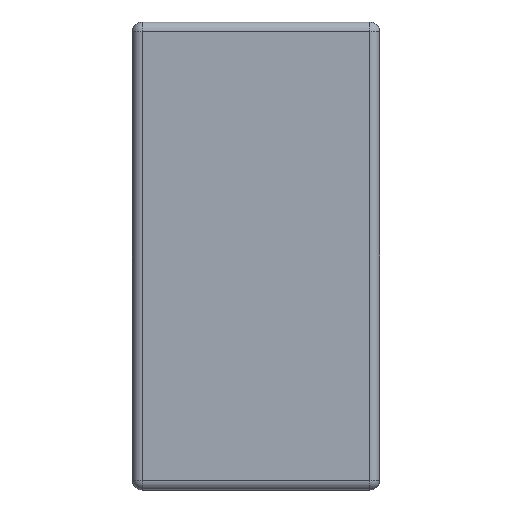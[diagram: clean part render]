
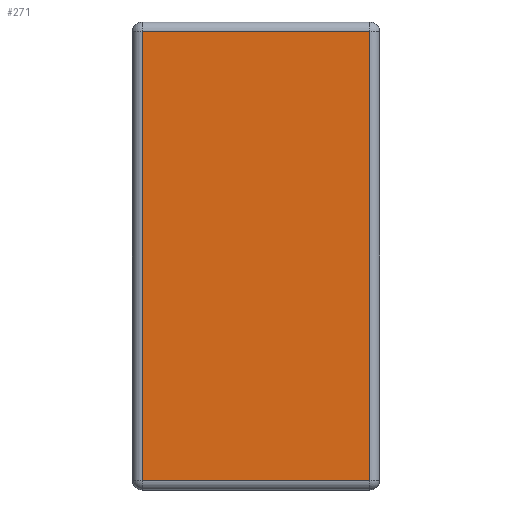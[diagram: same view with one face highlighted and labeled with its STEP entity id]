
A CAD part, left-side view. The second image highlights one B-rep face of the part: STEP entity #271.
In plain terms, the highlighted planar face has unit normal (-1, 0, 0).
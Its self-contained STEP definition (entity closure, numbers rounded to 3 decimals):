
#64 = EDGE_CURVE ( 'NONE', #2238, #4428, #3951, .T. ) ;
#271 = ADVANCED_FACE ( 'NONE', ( #2748 ), #4164, .T. ) ;
#539 = ORIENTED_EDGE ( 'NONE', *, *, #916, .T. ) ;
#574 = VECTOR ( 'NONE', #2807, 1000. ) ;
#852 = LINE ( 'NONE', #3102, #2155 ) ;
#886 = CARTESIAN_POINT ( 'NONE',  ( 0., 0.073, -3.427 ) ) ;
#916 = EDGE_CURVE ( 'NONE', #4428, #4770, #2368, .T. ) ;
#1214 = EDGE_CURVE ( 'NONE', #4770, #3985, #852, .T. ) ;
#1222 = DIRECTION ( 'NONE',  ( 0., -1., 0. ) ) ;
#1237 = EDGE_LOOP ( 'NONE', ( #2231, #3118, #3302, #539 ) ) ;
#1288 = VECTOR ( 'NONE', #3072, 1000. ) ;
#1468 = CARTESIAN_POINT ( 'NONE',  ( 0., 1.777, -0.073 ) ) ;
#1899 = VECTOR ( 'NONE', #2636, 1000. ) ;
#2155 = VECTOR ( 'NONE', #1222, 1000. ) ;
#2228 = CARTESIAN_POINT ( 'NONE',  ( 0., 1.777, -3.427 ) ) ;
#2231 = ORIENTED_EDGE ( 'NONE', *, *, #1214, .T. ) ;
#2238 = VERTEX_POINT ( 'NONE', #4674 ) ;
#2368 = LINE ( 'NONE', #3838, #1288 ) ;
#2636 = DIRECTION ( 'NONE',  ( 0., 0., 1. ) ) ;
#2708 = CARTESIAN_POINT ( 'NONE',  ( 0., 0., 0. ) ) ;
#2748 = FACE_OUTER_BOUND ( 'NONE', #1237, .T. ) ;
#2807 = DIRECTION ( 'NONE',  ( 0., 1., 0. ) ) ;
#2882 = CARTESIAN_POINT ( 'NONE',  ( 0., 1.85, -0.073 ) ) ;
#3035 = LINE ( 'NONE', #3757, #1899 ) ;
#3072 = DIRECTION ( 'NONE',  ( 0., 0., -1. ) ) ;
#3102 = CARTESIAN_POINT ( 'NONE',  ( 0., 0., -3.427 ) ) ;
#3113 = DIRECTION ( 'NONE',  ( 0., 0., 1. ) ) ;
#3118 = ORIENTED_EDGE ( 'NONE', *, *, #3335, .T. ) ;
#3302 = ORIENTED_EDGE ( 'NONE', *, *, #64, .T. ) ;
#3335 = EDGE_CURVE ( 'NONE', #3985, #2238, #3035, .T. ) ;
#3421 = DIRECTION ( 'NONE',  ( -1., 0., 0. ) ) ;
#3757 = CARTESIAN_POINT ( 'NONE',  ( 0., 0.073, 0. ) ) ;
#3760 = AXIS2_PLACEMENT_3D ( 'NONE', #2708, #3421, #3113 ) ;
#3838 = CARTESIAN_POINT ( 'NONE',  ( 0., 1.777, -3.5 ) ) ;
#3951 = LINE ( 'NONE', #2882, #574 ) ;
#3985 = VERTEX_POINT ( 'NONE', #886 ) ;
#4164 = PLANE ( 'NONE',  #3760 ) ;
#4428 = VERTEX_POINT ( 'NONE', #1468 ) ;
#4674 = CARTESIAN_POINT ( 'NONE',  ( 0., 0.073, -0.073 ) ) ;
#4770 = VERTEX_POINT ( 'NONE', #2228 ) ;
